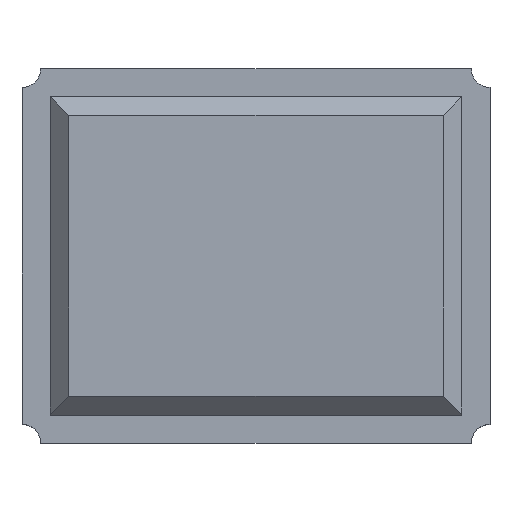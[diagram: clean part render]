
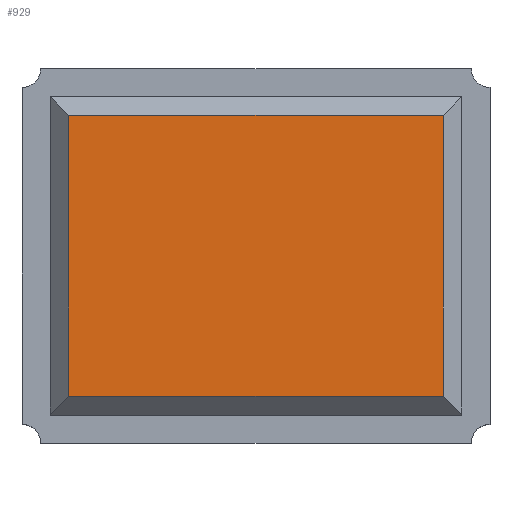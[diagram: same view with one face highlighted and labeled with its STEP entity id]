
A CAD part, top view. The second image highlights one B-rep face of the part: STEP entity #929.
In plain terms, the highlighted planar face has unit normal (0, 0, 1).
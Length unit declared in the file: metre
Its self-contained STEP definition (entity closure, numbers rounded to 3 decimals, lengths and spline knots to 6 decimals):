
#465 = EDGE_CURVE( '', #1233, #1234, #1235, .T. );
#475 = EDGE_CURVE( '', #1249, #1250, #1251, .T. );
#721 = EDGE_CURVE( '', #1250, #1233, #1610, .T. );
#871 = EDGE_CURVE( '', #1234, #1249, #1804, .T. );
#929 = ADVANCED_FACE( '', ( #1873 ), #1874, .T. );
#1233 = VERTEX_POINT( '', #2249 );
#1234 = VERTEX_POINT( '', #2250 );
#1235 = LINE( '', #2251, #2252 );
#1249 = VERTEX_POINT( '', #2269 );
#1250 = VERTEX_POINT( '', #2270 );
#1251 = LINE( '', #2271, #2272 );
#1610 = LINE( '', #2801, #2802 );
#1804 = LINE( '', #3098, #3099 );
#1873 = FACE_OUTER_BOUND( '', #3208, .T. );
#1874 = PLANE( '', #3209 );
#2249 = CARTESIAN_POINT( '', ( -0.001, 0.000834, 0.00045 ) );
#2250 = CARTESIAN_POINT( '', ( -0.001, -0.000666, 0.00045 ) );
#2251 = CARTESIAN_POINT( '', ( -0.001, -0.000766, 0.00045 ) );
#2252 = VECTOR( '', #3596, 1. );
#2269 = CARTESIAN_POINT( '', ( 0.001, -0.000666, 0.00045 ) );
#2270 = CARTESIAN_POINT( '', ( 0.001, 0.000834, 0.00045 ) );
#2271 = CARTESIAN_POINT( '', ( 0.001, 0.000934, 0.00045 ) );
#2272 = VECTOR( '', #3622, 1. );
#2801 = CARTESIAN_POINT( '', ( -0.0011, 0.000834, 0.00045 ) );
#2802 = VECTOR( '', #4020, 1. );
#3098 = CARTESIAN_POINT( '', ( 0.0011, -0.000666, 0.00045 ) );
#3099 = VECTOR( '', #4278, 1. );
#3208 = EDGE_LOOP( '', ( #4374, #4375, #4376, #4377 ) );
#3209 = AXIS2_PLACEMENT_3D( '', #4378, #4379, #4380 );
#3596 = DIRECTION( '', ( 0., -1., 0. ) );
#3622 = DIRECTION( '', ( 0., 1., 0. ) );
#4020 = DIRECTION( '', ( -1., 0., 0. ) );
#4278 = DIRECTION( '', ( 1., 0., 0. ) );
#4374 = ORIENTED_EDGE( '', *, *, #465, .T. );
#4375 = ORIENTED_EDGE( '', *, *, #871, .T. );
#4376 = ORIENTED_EDGE( '', *, *, #475, .T. );
#4377 = ORIENTED_EDGE( '', *, *, #721, .T. );
#4378 = CARTESIAN_POINT( '', ( 0., 0.000084, 0.00045 ) );
#4379 = DIRECTION( '', ( 0., 0., 1. ) );
#4380 = DIRECTION( '', ( 1., 0., 0. ) );
